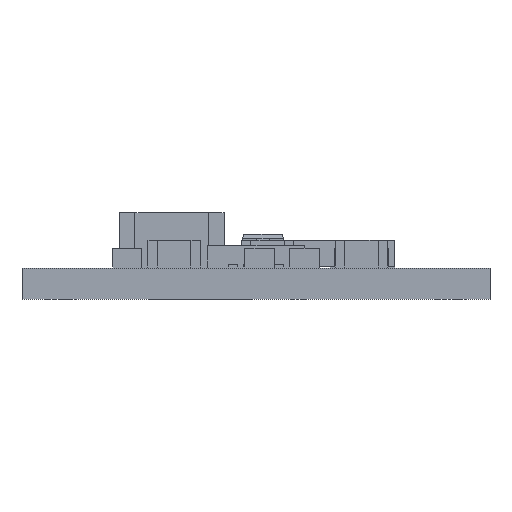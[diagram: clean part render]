
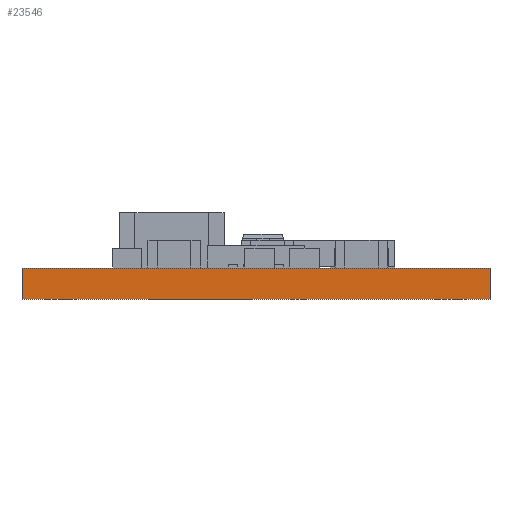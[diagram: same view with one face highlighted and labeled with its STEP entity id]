
A CAD part, front view. The second image highlights one B-rep face of the part: STEP entity #23546.
In plain terms, the highlighted planar face has unit normal (0, -1, 0).
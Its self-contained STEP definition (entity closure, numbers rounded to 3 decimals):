
#5322 = VERTEX_POINT ( 'NONE', #25093 ) ;
#5842 = LINE ( 'NONE', #25863, #11110 ) ;
#7733 = LINE ( 'NONE', #22576, #29235 ) ;
#8362 = CARTESIAN_POINT ( 'NONE',  ( 15.24, 0., 1.016 ) ) ;
#9772 = EDGE_CURVE ( 'NONE', #14037, #5322, #5842, .T. ) ;
#10515 = DIRECTION ( 'NONE',  ( 0., 1., 0. ) ) ;
#11110 = VECTOR ( 'NONE', #15386, 1000. ) ;
#11142 = DIRECTION ( 'NONE',  ( 0., 0., -1. ) ) ;
#11377 = EDGE_CURVE ( 'NONE', #26540, #5322, #23058, .T. ) ;
#11648 = LINE ( 'NONE', #17410, #25695 ) ;
#12655 = DIRECTION ( 'NONE',  ( 0., 0., 1. ) ) ;
#12898 = VECTOR ( 'NONE', #11142, 1000. ) ;
#14037 = VERTEX_POINT ( 'NONE', #17782 ) ;
#14700 = AXIS2_PLACEMENT_3D ( 'NONE', #28067, #10515, #12655 ) ;
#15386 = DIRECTION ( 'NONE',  ( 1., 0., 0. ) ) ;
#15429 = VERTEX_POINT ( 'NONE', #15890 ) ;
#15538 = EDGE_CURVE ( 'NONE', #15429, #14037, #11648, .T. ) ;
#15890 = CARTESIAN_POINT ( 'NONE',  ( 0., 0., 1.016 ) ) ;
#16344 = ORIENTED_EDGE ( 'NONE', *, *, #9772, .T. ) ;
#17410 = CARTESIAN_POINT ( 'NONE',  ( 0., 0., 1.016 ) ) ;
#17782 = CARTESIAN_POINT ( 'NONE',  ( 0., 0., 0. ) ) ;
#20270 = EDGE_CURVE ( 'NONE', #15429, #26540, #7733, .T. ) ;
#21569 = ORIENTED_EDGE ( 'NONE', *, *, #20270, .F. ) ;
#22015 = DIRECTION ( 'NONE',  ( 1., 0., 0. ) ) ;
#22576 = CARTESIAN_POINT ( 'NONE',  ( 0., 0., 1.016 ) ) ;
#23058 = LINE ( 'NONE', #32308, #12898 ) ;
#23546 = ADVANCED_FACE ( 'NONE', ( #31146 ), #33621, .F. ) ;
#23746 = ORIENTED_EDGE ( 'NONE', *, *, #11377, .F. ) ;
#25093 = CARTESIAN_POINT ( 'NONE',  ( 15.24, 0., 0. ) ) ;
#25695 = VECTOR ( 'NONE', #37261, 1000. ) ;
#25863 = CARTESIAN_POINT ( 'NONE',  ( 0., 0., 0. ) ) ;
#26540 = VERTEX_POINT ( 'NONE', #8362 ) ;
#28067 = CARTESIAN_POINT ( 'NONE',  ( 0., 0., 1.016 ) ) ;
#29235 = VECTOR ( 'NONE', #22015, 1000. ) ;
#30490 = EDGE_LOOP ( 'NONE', ( #16344, #23746, #21569, #30837 ) ) ;
#30837 = ORIENTED_EDGE ( 'NONE', *, *, #15538, .T. ) ;
#31146 = FACE_OUTER_BOUND ( 'NONE', #30490, .T. ) ;
#32308 = CARTESIAN_POINT ( 'NONE',  ( 15.24, 0., 1.016 ) ) ;
#33621 = PLANE ( 'NONE',  #14700 ) ;
#37261 = DIRECTION ( 'NONE',  ( 0., 0., -1. ) ) ;
